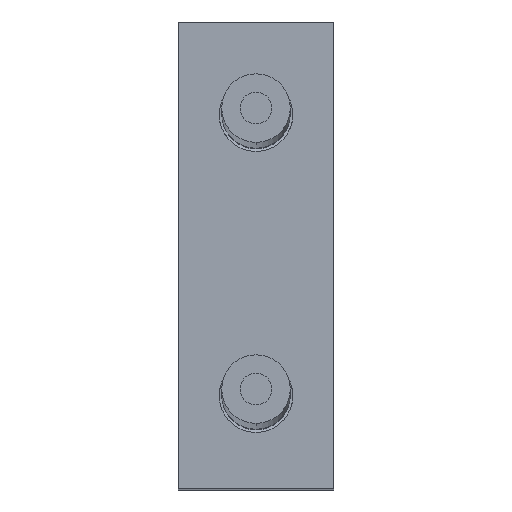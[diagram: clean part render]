
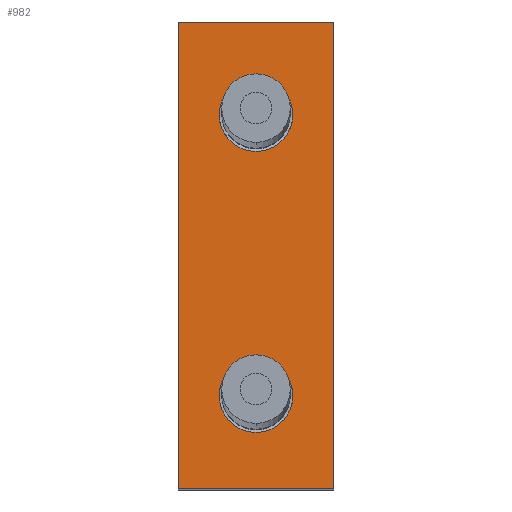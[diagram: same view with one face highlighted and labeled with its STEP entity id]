
A CAD part, top view. The second image highlights one B-rep face of the part: STEP entity #982.
In plain terms, the highlighted planar face has unit normal (0, 0, 1).
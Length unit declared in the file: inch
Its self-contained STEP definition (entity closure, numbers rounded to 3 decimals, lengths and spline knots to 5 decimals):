
#57=DIRECTION('',(0.,-1.,0.));
#58=VECTOR('',#57,0.589);
#59=CARTESIAN_POINT('',(-0.098,0.2945,0.37038));
#60=LINE('',#59,#58);
#196=DIRECTION('',(1.,0.,0.));
#197=VECTOR('',#196,0.196);
#198=CARTESIAN_POINT('',(-0.098,-0.2945,0.37038));
#199=LINE('',#198,#197);
#210=DIRECTION('',(1.,0.,0.));
#211=VECTOR('',#210,0.196);
#212=CARTESIAN_POINT('',(-0.098,0.2945,0.37038));
#213=LINE('',#212,#211);
#214=CARTESIAN_POINT('',(0.,0.1775,0.37038));
#215=DIRECTION('',(0.,0.,1.));
#216=DIRECTION('',(1.,0.,0.));
#217=AXIS2_PLACEMENT_3D('',#214,#215,#216);
#219=CARTESIAN_POINT('',(0.,0.1775,0.37038));
#220=DIRECTION('',(0.,0.,1.));
#221=DIRECTION('',(-1.,0.,0.));
#222=AXIS2_PLACEMENT_3D('',#219,#220,#221);
#224=CARTESIAN_POINT('',(0.,-0.1775,0.37038));
#225=DIRECTION('',(0.,0.,1.));
#226=DIRECTION('',(1.,0.,0.));
#227=AXIS2_PLACEMENT_3D('',#224,#225,#226);
#229=CARTESIAN_POINT('',(0.,-0.1775,0.37038));
#230=DIRECTION('',(0.,0.,1.));
#231=DIRECTION('',(-1.,0.,0.));
#232=AXIS2_PLACEMENT_3D('',#229,#230,#231);
#250=DIRECTION('',(0.,-1.,0.));
#251=VECTOR('',#250,0.589);
#252=CARTESIAN_POINT('',(0.098,0.2945,0.37038));
#253=LINE('',#252,#251);
#579=CARTESIAN_POINT('',(-0.098,-0.2945,0.37038));
#581=VERTEX_POINT('',#579);
#589=CARTESIAN_POINT('',(-0.098,0.2945,0.37038));
#590=VERTEX_POINT('',#589);
#591=CARTESIAN_POINT('',(0.098,-0.2945,0.37038));
#593=VERTEX_POINT('',#591);
#601=CARTESIAN_POINT('',(0.098,0.2945,0.37038));
#602=VERTEX_POINT('',#601);
#702=CARTESIAN_POINT('',(0.0465,0.1775,0.37038));
#703=CARTESIAN_POINT('',(-0.0465,0.1775,0.37038));
#704=VERTEX_POINT('',#702);
#705=VERTEX_POINT('',#703);
#706=CARTESIAN_POINT('',(0.0465,-0.1775,0.37038));
#707=CARTESIAN_POINT('',(-0.0465,-0.1775,0.37038));
#708=VERTEX_POINT('',#706);
#709=VERTEX_POINT('',#707);
#958=CARTESIAN_POINT('',(-0.098,0.2945,0.37038));
#959=DIRECTION('',(0.,0.,1.));
#960=DIRECTION('',(0.,-1.,0.));
#961=AXIS2_PLACEMENT_3D('',#958,#959,#960);
#962=PLANE('',#961);
#963=ORIENTED_EDGE('',*,*,#733,.F.);
#964=ORIENTED_EDGE('',*,*,#818,.T.);
#966=ORIENTED_EDGE('',*,*,#965,.T.);
#967=ORIENTED_EDGE('',*,*,#944,.F.);
#968=EDGE_LOOP('',(#963,#964,#966,#967));
#969=FACE_OUTER_BOUND('',#968,.F.);
#971=ORIENTED_EDGE('',*,*,#970,.T.);
#973=ORIENTED_EDGE('',*,*,#972,.T.);
#974=EDGE_LOOP('',(#971,#973));
#975=FACE_BOUND('',#974,.F.);
#977=ORIENTED_EDGE('',*,*,#976,.T.);
#979=ORIENTED_EDGE('',*,*,#978,.T.);
#980=EDGE_LOOP('',(#977,#979));
#981=FACE_BOUND('',#980,.F.);
#982=ADVANCED_FACE('',(#969,#975,#981),#962,.T.);
#218=CIRCLE('',#217,0.0465);
#223=CIRCLE('',#222,0.0465);
#228=CIRCLE('',#227,0.0465);
#233=CIRCLE('',#232,0.0465);
#733=EDGE_CURVE('',#590,#581,#60,.T.);
#818=EDGE_CURVE('',#590,#602,#213,.T.);
#944=EDGE_CURVE('',#581,#593,#199,.T.);
#965=EDGE_CURVE('',#602,#593,#253,.T.);
#970=EDGE_CURVE('',#704,#705,#218,.T.);
#972=EDGE_CURVE('',#705,#704,#223,.T.);
#976=EDGE_CURVE('',#708,#709,#228,.T.);
#978=EDGE_CURVE('',#709,#708,#233,.T.);
